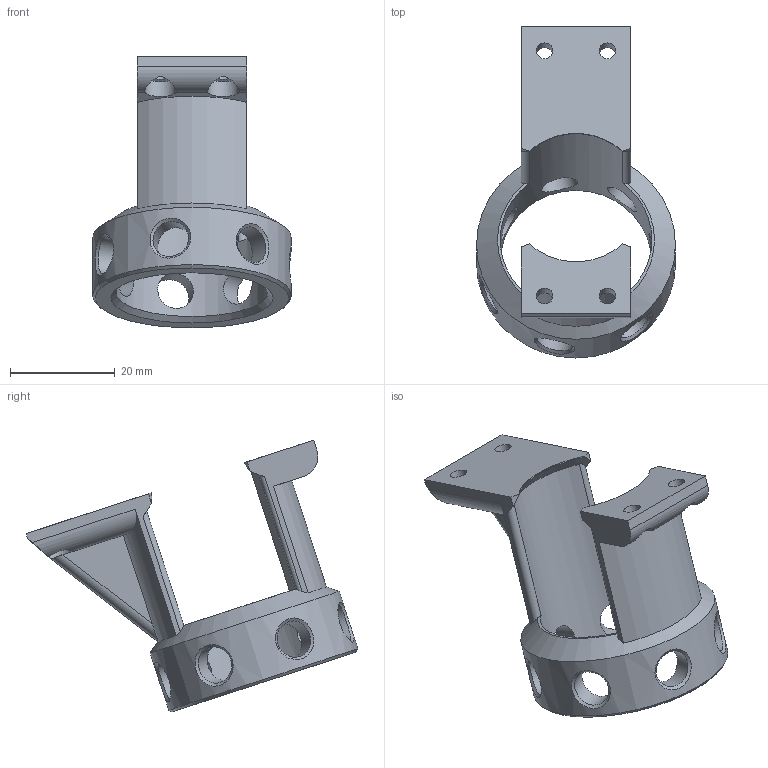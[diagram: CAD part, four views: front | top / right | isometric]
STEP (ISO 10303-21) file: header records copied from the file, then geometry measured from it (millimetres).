
FILE_DESCRIPTION(/* description */ (''),/* implementation_level */ '2;1');
FILE_NAME(/* name */ 'Short Barrel.step',/* time_stamp */ '2021-02-23T19:29:34-06:00',/* author */ (''),/* organization */ (''),/* preprocessor_version */ 'ST-DEVELOPER v18.1',/* originating_system */ 'Autodesk Translation Framework v9.7.1.1290',/* authorisation */ '');
FILE_SCHEMA (('AUTOMOTIVE_DESIGN { 1 0 10303 214 3 1 1 }'));
Length unit declared in the file: millimetre
Products named in the file (1): Short Barrel
Bounding box: 38 x 63.38 x 51.9 mm (x, y, z)
Volume: 11200 mm3; surface area: 8526.5 mm2
Topology: 1 solids, 1 shells, 69 faces, 211 edges, 140 vertices
Faces by surface type: cylinder 29, plane 27, bspline 8, cone 5
Full cylindrical faces by diameter (mm): 3.2 x4, 6 x4, 7 x7, 29 x1, 38 x1
Entity records: 4092 total; most frequent: CARTESIAN_POINT 2238, ORIENTED_EDGE 422, DIRECTION 319, EDGE_CURVE 211, VERTEX_POINT 140, AXIS2_PLACEMENT_3D 115, EDGE_LOOP 90, LINE 89
